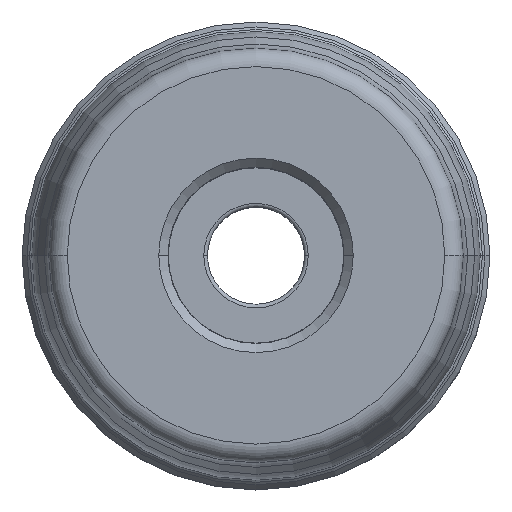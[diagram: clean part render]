
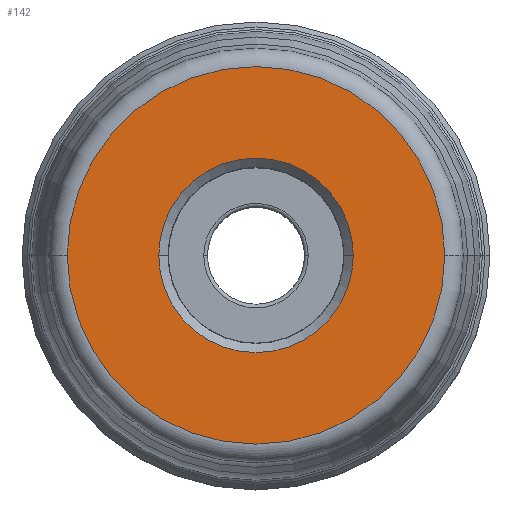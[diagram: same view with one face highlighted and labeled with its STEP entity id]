
A CAD part, top view. The second image highlights one B-rep face of the part: STEP entity #142.
In plain terms, the highlighted planar face has unit normal (0, 0, 1).
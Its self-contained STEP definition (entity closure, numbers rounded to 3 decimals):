
#82=PLANE('',#1541);
#92=FACE_BOUND('',#330,.T.);
#93=FACE_BOUND('',#331,.T.);
#142=ADVANCED_FACE('',(#92,#93),#82,.F.);
#330=EDGE_LOOP('',(#552,#553,#554,#555));
#331=EDGE_LOOP('',(#556,#557));
#552=ORIENTED_EDGE('',*,*,#952,.F.);
#553=ORIENTED_EDGE('',*,*,#950,.F.);
#554=ORIENTED_EDGE('',*,*,#949,.F.);
#555=ORIENTED_EDGE('',*,*,#953,.T.);
#556=ORIENTED_EDGE('',*,*,#954,.F.);
#557=ORIENTED_EDGE('',*,*,#955,.F.);
#800=VERTEX_POINT('',#2361);
#801=VERTEX_POINT('',#2363);
#802=VERTEX_POINT('',#2365);
#803=VERTEX_POINT('',#2369);
#804=VERTEX_POINT('',#2373);
#805=VERTEX_POINT('',#2374);
#949=EDGE_CURVE('',#800,#801,#1112,.T.);
#950=EDGE_CURVE('',#801,#802,#1113,.T.);
#952=EDGE_CURVE('',#802,#803,#1115,.T.);
#953=EDGE_CURVE('',#800,#803,#1116,.T.);
#954=EDGE_CURVE('',#804,#805,#1117,.T.);
#955=EDGE_CURVE('',#805,#804,#1118,.T.);
#1112=CIRCLE('',#1532,20.5);
#1113=CIRCLE('',#1533,20.5);
#1115=CIRCLE('',#1536,20.5);
#1116=CIRCLE('',#1537,20.5);
#1117=CIRCLE('',#1539,10.56);
#1118=CIRCLE('',#1540,10.56);
#1532=AXIS2_PLACEMENT_3D('',#2362,#1901,#1902);
#1533=AXIS2_PLACEMENT_3D('',#2364,#1903,#1904);
#1536=AXIS2_PLACEMENT_3D('',#2368,#1909,#1910);
#1537=AXIS2_PLACEMENT_3D('',#2370,#1911,#1912);
#1539=AXIS2_PLACEMENT_3D('',#2372,#1915,#1916);
#1540=AXIS2_PLACEMENT_3D('',#2375,#1917,#1918);
#1541=AXIS2_PLACEMENT_3D('',#2376,#1919,#1920);
#1901=DIRECTION('',(0.,0.,-1.));
#1902=DIRECTION('',(1.,0.,0.));
#1903=DIRECTION('',(0.,0.,-1.));
#1904=DIRECTION('',(1.,-0.001,0.));
#1909=DIRECTION('',(0.,0.,-1.));
#1910=DIRECTION('',(-1.,0.001,0.));
#1911=DIRECTION('',(0.,0.,1.));
#1912=DIRECTION('',(-1.,0.001,0.));
#1915=DIRECTION('',(0.,0.,1.));
#1916=DIRECTION('',(1.,0.,0.));
#1917=DIRECTION('',(0.,0.,1.));
#1918=DIRECTION('',(-1.,0.,0.));
#1919=DIRECTION('',(0.,0.,-1.));
#1920=DIRECTION('',(1.,0.,0.));
#2361=CARTESIAN_POINT('',(20.5,0.,0.));
#2362=CARTESIAN_POINT('',(0.,0.,0.));
#2363=CARTESIAN_POINT('',(20.5,-0.02,0.));
#2364=CARTESIAN_POINT('',(0.,0.,0.));
#2365=CARTESIAN_POINT('',(-20.5,0.,0.));
#2368=CARTESIAN_POINT('',(0.,0.,0.));
#2369=CARTESIAN_POINT('',(-20.5,0.02,0.));
#2370=CARTESIAN_POINT('',(0.,0.,0.));
#2372=CARTESIAN_POINT('',(0.,0.,0.));
#2373=CARTESIAN_POINT('',(10.56,0.,0.));
#2374=CARTESIAN_POINT('',(-10.56,0.,0.));
#2375=CARTESIAN_POINT('',(0.,0.,0.));
#2376=CARTESIAN_POINT('',(0.,0.,0.));
